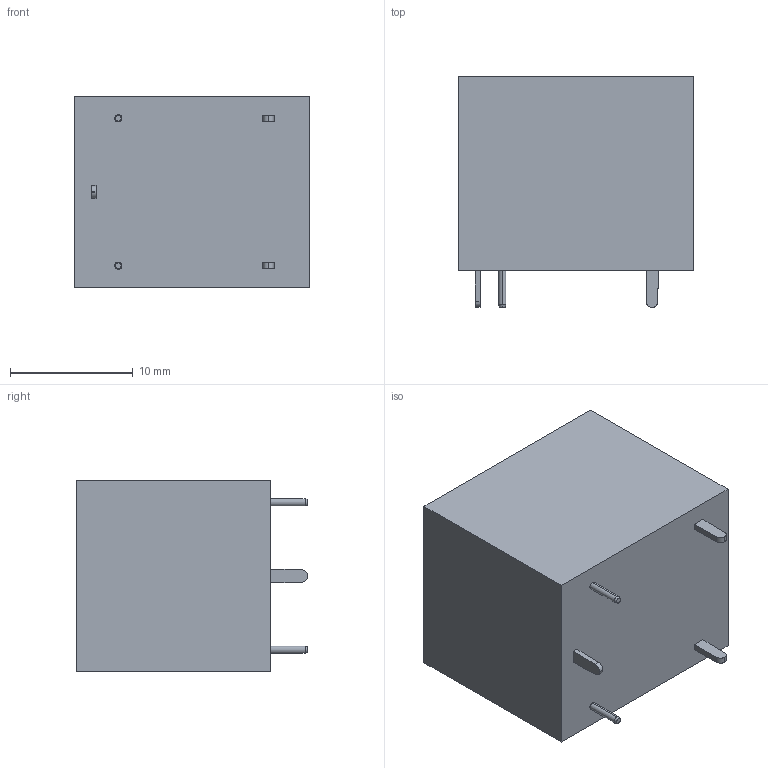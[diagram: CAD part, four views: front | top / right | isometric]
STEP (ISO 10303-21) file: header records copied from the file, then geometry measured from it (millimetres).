
FILE_DESCRIPTION (( 'STEP AP214' ), '1' );
FILE_NAME ('SRD-12VDC-SL-C.STEP', '2021-11-02T20:39:46', ( '' ), ( '' ), 'SwSTEP 2.0', 'SolidWorks 2017', '' );
FILE_SCHEMA (( 'AUTOMOTIVE_DESIGN' ));
Length unit declared in the file: millimetre
Products named in the file (1): SRD-12VDC-SL-C
Bounding box: 19.2 x 18.8 x 15.6 mm (x, y, z)
Volume: 4734 mm3; surface area: 1742.6 mm2
Topology: 6 solids, 6 shells, 54 faces, 110 edges, 70 vertices
Faces by surface type: plane 30, cylinder 12, torus 8, cone 4
Entity records: 1499 total; most frequent: DIRECTION 266, CARTESIAN_POINT 235, ORIENTED_EDGE 220, EDGE_CURVE 110, AXIS2_PLACEMENT_3D 101, VERTEX_POINT 70, LINE 64, VECTOR 64
